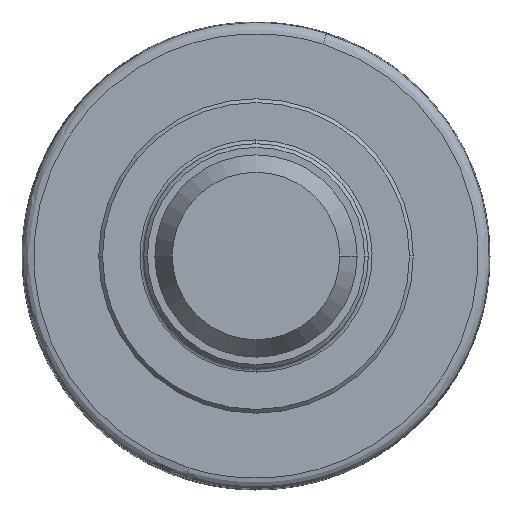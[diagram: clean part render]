
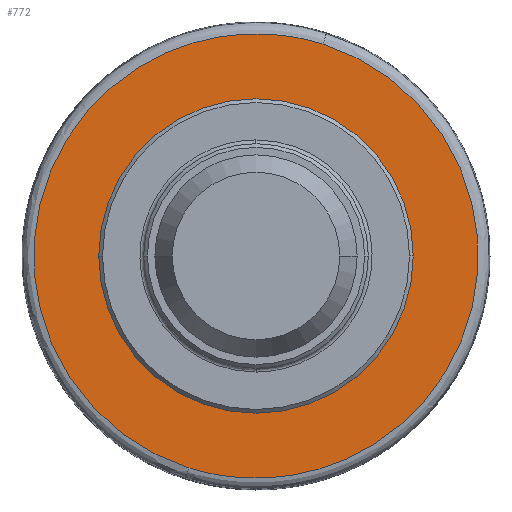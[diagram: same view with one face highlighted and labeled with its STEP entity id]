
A CAD part, left-side view. The second image highlights one B-rep face of the part: STEP entity #772.
In plain terms, the highlighted planar face has unit normal (-1, 0, 0).
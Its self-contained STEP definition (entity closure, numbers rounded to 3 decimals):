
#4 = CARTESIAN_POINT ( 'NONE',  ( 16.4, 0., -20.75 ) ) ;
#7 = VERTEX_POINT ( 'NONE', #4 ) ;
#8 = VERTEX_POINT ( 'NONE', #120 ) ;
#89 = VERTEX_POINT ( 'NONE', #199 ) ;
#94 = VERTEX_POINT ( 'NONE', #204 ) ;
#120 = CARTESIAN_POINT ( 'NONE',  ( 16.4, 0., 20.75 ) ) ;
#199 = CARTESIAN_POINT ( 'NONE',  ( 16.4, 8.953, -28.295 ) ) ;
#204 = CARTESIAN_POINT ( 'NONE',  ( 16.4, -8.953, 28.295 ) ) ;
#226 = EDGE_CURVE ( 'NONE', #94, #89, #735, .T. ) ;
#261 = EDGE_LOOP ( 'NONE', ( #670, #671 ) ) ;
#265 = EDGE_LOOP ( 'NONE', ( #668, #669 ) ) ;
#668 = ORIENTED_EDGE ( 'NONE', *, *, #820, .T. ) ;
#669 = ORIENTED_EDGE ( 'NONE', *, *, #964, .T. ) ;
#670 = ORIENTED_EDGE ( 'NONE', *, *, #965, .F. ) ;
#671 = ORIENTED_EDGE ( 'NONE', *, *, #226, .F. ) ;
#735 =( BOUNDED_CURVE ( )  B_SPLINE_CURVE ( 3, ( #1127, #1232, #1233, #1234 ),
 .UNSPECIFIED., .F., .T. ) 
 B_SPLINE_CURVE_WITH_KNOTS ( ( 4, 4 ),
 ( 0.25, 0.75 ),
 .UNSPECIFIED. ) 
 CURVE ( )  GEOMETRIC_REPRESENTATION_ITEM ( )  RATIONAL_B_SPLINE_CURVE ( ( 1., 0.333, 0.333, 1. ) ) 
 REPRESENTATION_ITEM ( '' )  );
#747 =( BOUNDED_CURVE ( )  B_SPLINE_CURVE ( 3, ( #2460, #2993, #2994, #2995 ),
 .UNSPECIFIED., .F., .T. ) 
 B_SPLINE_CURVE_WITH_KNOTS ( ( 4, 4 ),
 ( 0.75, 1.25 ),
 .UNSPECIFIED. ) 
 CURVE ( )  GEOMETRIC_REPRESENTATION_ITEM ( )  RATIONAL_B_SPLINE_CURVE ( ( 1., 0.333, 0.333, 1. ) ) 
 REPRESENTATION_ITEM ( '' )  );
#772 = ADVANCED_FACE ( 'NONE', ( #2477, #2485 ), #1462, .T. ) ;
#820 = EDGE_CURVE ( 'NONE', #7, #8, #2630, .T. ) ;
#964 = EDGE_CURVE ( 'NONE', #8, #7, #2804, .T. ) ;
#965 = EDGE_CURVE ( 'NONE', #89, #94, #747, .T. ) ;
#1004 = AXIS2_PLACEMENT_3D ( 'NONE', #1461, #1463, #1464 ) ;
#1127 = CARTESIAN_POINT ( 'NONE',  ( 16.4, -8.953, 28.295 ) ) ;
#1232 = CARTESIAN_POINT ( 'NONE',  ( 16.4, -65.543, 10.388 ) ) ;
#1233 = CARTESIAN_POINT ( 'NONE',  ( 16.4, -47.636, -46.201 ) ) ;
#1234 = CARTESIAN_POINT ( 'NONE',  ( 16.4, 8.953, -28.295 ) ) ;
#1461 = CARTESIAN_POINT ( 'NONE',  ( 16.4, 26.171, 8.281 ) ) ;
#1462 = PLANE ( 'NONE',  #1004 ) ;
#1463 = DIRECTION ( 'NONE',  ( -1., 0., 0. ) ) ;
#1464 = DIRECTION ( 'NONE',  ( 0., 0., 1. ) ) ;
#1771 = CARTESIAN_POINT ( 'NONE',  ( 16.4, 0., 0. ) ) ;
#1772 = DIRECTION ( 'NONE',  ( 1., 0., 0. ) ) ;
#1773 = DIRECTION ( 'NONE',  ( 0., 0., -1. ) ) ;
#2455 = CARTESIAN_POINT ( 'NONE',  ( 16.4, 0., 0. ) ) ;
#2460 = CARTESIAN_POINT ( 'NONE',  ( 16.4, 8.953, -28.295 ) ) ;
#2461 = DIRECTION ( 'NONE',  ( 1., 0., 0. ) ) ;
#2462 = DIRECTION ( 'NONE',  ( 0., 0., -1. ) ) ;
#2477 = FACE_BOUND ( 'NONE', #265, .T. ) ;
#2485 = FACE_OUTER_BOUND ( 'NONE', #261, .T. ) ;
#2630 = CIRCLE ( 'NONE', #2869, 20.75 ) ;
#2804 = CIRCLE ( 'NONE', #2950, 20.75 ) ;
#2869 = AXIS2_PLACEMENT_3D ( 'NONE', #1771, #1772, #1773 ) ;
#2950 = AXIS2_PLACEMENT_3D ( 'NONE', #2455, #2461, #2462 ) ;
#2993 = CARTESIAN_POINT ( 'NONE',  ( 16.4, 65.543, -10.388 ) ) ;
#2994 = CARTESIAN_POINT ( 'NONE',  ( 16.4, 47.636, 46.201 ) ) ;
#2995 = CARTESIAN_POINT ( 'NONE',  ( 16.4, -8.953, 28.295 ) ) ;
